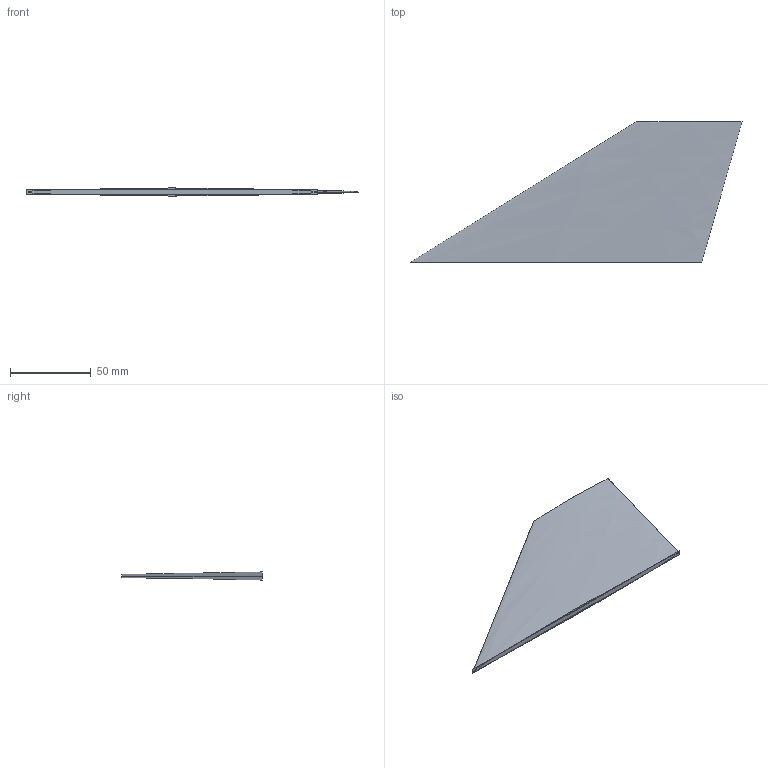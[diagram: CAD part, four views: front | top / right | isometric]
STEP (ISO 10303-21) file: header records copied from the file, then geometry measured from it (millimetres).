
FILE_DESCRIPTION (( 'STEP AP214' ), '1' );
FILE_NAME ('Dual Deploy Fins 75mm.STEP', '2024-06-25T17:46:52', ( '' ), ( '' ), 'SwSTEP 2.0', 'SolidWorks 2024', '' );
FILE_SCHEMA (( 'AUTOMOTIVE_DESIGN' ));
Length unit declared in the file: centimetre
Products named in the file (1): Dual Deploy Fins 75mm
Bounding box: 205 x 87.01 x 5 mm (x, y, z)
Volume: 30358.3 mm3; surface area: 22258.7 mm2
Topology: 1 solids, 1 shells, 14 faces, 29 edges, 17 vertices
Faces by surface type: plane 12, bspline 2
Entity records: 500 total; most frequent: CARTESIAN_POINT 209, ORIENTED_EDGE 58, DIRECTION 44, EDGE_CURVE 29, VECTOR 18, LINE 18, VERTEX_POINT 17, ADVANCED_FACE 14
